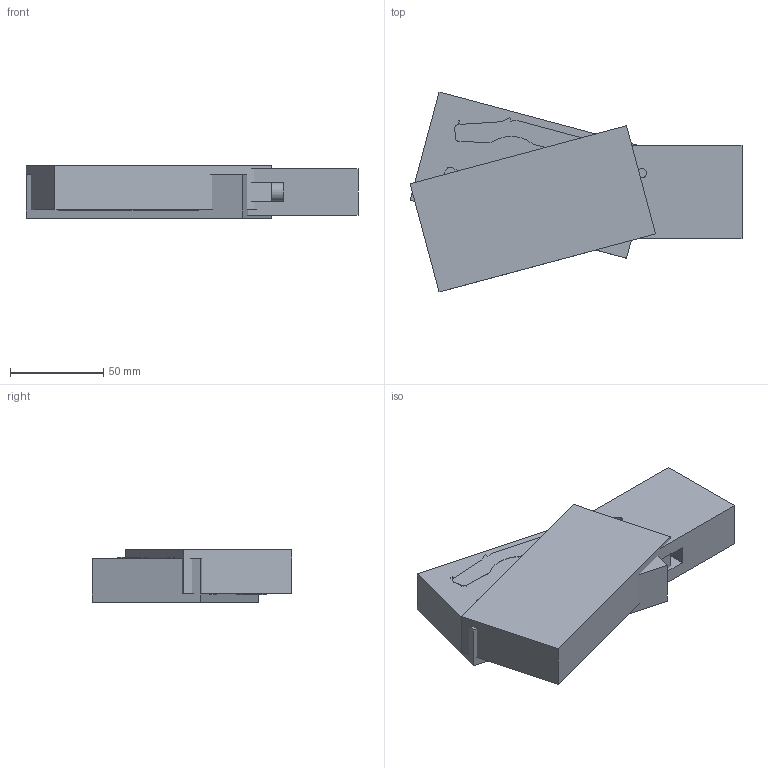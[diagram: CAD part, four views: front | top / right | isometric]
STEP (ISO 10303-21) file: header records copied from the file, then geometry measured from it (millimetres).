
FILE_DESCRIPTION(/* description */ (''),/* implementation_level */ '2;1');
FILE_NAME(/* name */ '32zp.stp',/* time_stamp */ '2019-05-31T11:25:06+08:00',/* author */ (''),/* organization */ (''),/* preprocessor_version */ 'ST-DEVELOPER v16',/* originating_system */ 'SIEMENS PLM Software NX 10.0',/* authorisation */ '');
FILE_SCHEMA (('CONFIG_CONTROL_DESIGN'));
Length unit declared in the file: millimetre
Products named in the file (4): 31sj1; 32sj3; 32sj2; 32sj1
Assembly tree (5 placements, depth 2):
  32sj1
    32sj2
    32sj3  x2
    31sj1  x2
Bounding box: 177.78 x 107.06 x 28 mm (x, y, z)
Volume: 476190.3 mm3; surface area: 92816.8 mm2
Topology: 12 solids, 12 shells, 224 faces, 618 edges, 412 vertices
Faces by surface type: plane 152, cylinder 72
Full cylindrical faces by diameter (mm): 4 x4, 5 x28, 10 x2
Entity records: 4443 total; most frequent: CARTESIAN_POINT 817, DIRECTION 656, ORIENTED_EDGE 616, EDGE_CURVE 308, AXIS2_PLACEMENT_3D 220, LINE 216, VECTOR 216, VERTEX_POINT 215
